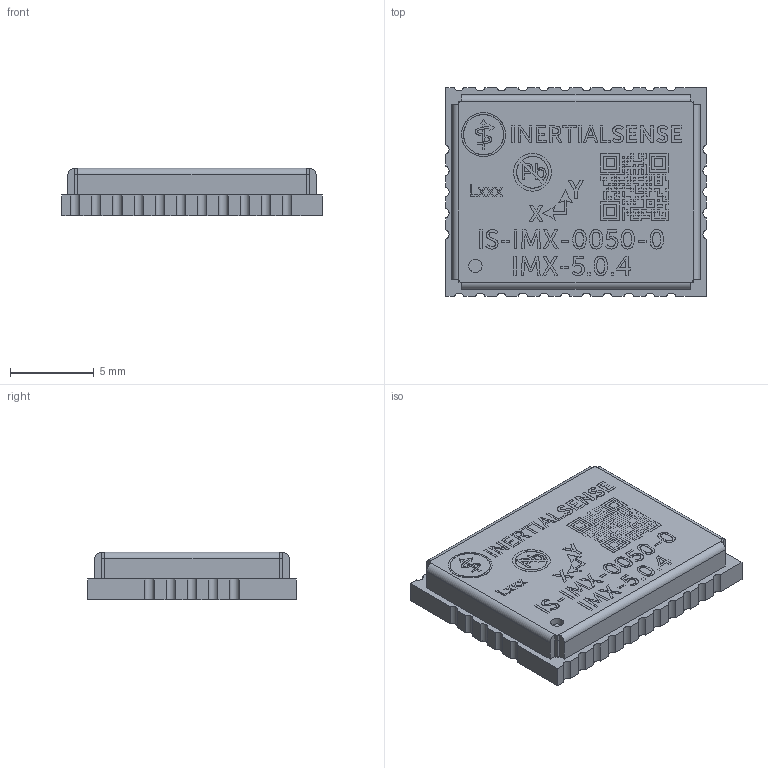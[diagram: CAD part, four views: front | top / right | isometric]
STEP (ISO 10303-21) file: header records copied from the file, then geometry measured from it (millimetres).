
FILE_DESCRIPTION(('Open CASCADE Model'),'2;1');
FILE_NAME('Open CASCADE Shape Model','2022-08-18T09:42:36',('Author'),( 'Open CASCADE'),'Open CASCADE STEP processor 6.8','Open CASCADE 6.8' ,'Unknown');
FILE_SCHEMA(('AUTOMOTIVE_DESIGN { 1 0 10303 214 1 1 1 1 }'));
Length unit declared in the file: millimetre
Products named in the file (69): PCB; Board; Open CASCADE STEP translator 6.8 1.1.1; SHLD1; Can_v16; Shell; Component66; Component65; Component64; Component63; Component62; Component61; Component60; Component59; Component58; Component57; Component56; Component55; Component54; Component53; Component52; Component51; Component50; Component49; Component48; Component47; Component46; Component45; Component44; Component43; Component42; Component41; Component40; Component39; Component38; Component37; Component36; Component35; Component34; Component33 ...
Assembly tree (68 placements, depth 4):
  PCB
    Board
      Open CASCADE STEP translator 6.8 1.1.1
    SHLD1
      Can_v16
        Shell
        Component66
        Component65
        Component64
        Component63
        Component62
        Component61
        Component60
        Component59
        Component58
        Component57
        Component56
        Component55
        Component54
        Component53
        Component52
        Component51
        Component50
        Component49
        Component48
        Component47
        Component46
        Component45
        Component44
        Component43
        Component42
        Component41
        Component40
        Component39
        Component38
        Component37
        Component36
        Component35
        Component34
        Component33
        Component32
        Component31
        Component30
        Component29
        Component28
        Component27
        Component26
        Component25
        Component24
        Component23
        Component22
        Component21
        Component20
        Component19
        Component18
        Component17
        Component16
        Component15
        Component14
        Component13
Bounding box: 15.6 x 12.5 x 2.87 mm (x, y, z)
Volume: 331.9 mm3; surface area: 992.1 mm2
Topology: 95 solids, 95 shells, 1159 faces, 2875 edges, 1886 vertices
Faces by surface type: plane 1011, bspline 107, cylinder 41
Full cylindrical faces by diameter (mm): 0.8 x1
Entity records: 37482 total; most frequent: CARTESIAN_POINT 8436, ORIENTED_EDGE 5750, DIRECTION 4997, EDGE_CURVE 2875, LINE 2575, VECTOR 2575, VERTEX_POINT 1886, FACE_BOUND 1213
